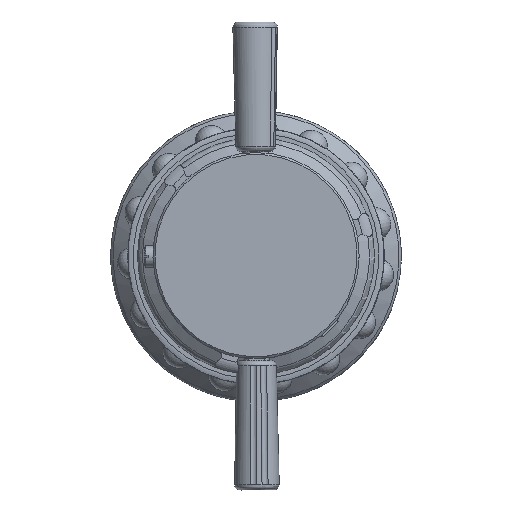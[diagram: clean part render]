
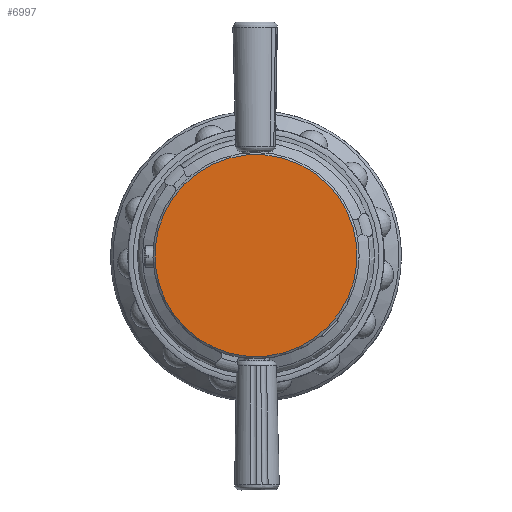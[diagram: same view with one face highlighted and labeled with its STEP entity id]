
A CAD part, top view. The second image highlights one B-rep face of the part: STEP entity #6997.
In plain terms, the highlighted planar face has unit normal (0, 0, 1).
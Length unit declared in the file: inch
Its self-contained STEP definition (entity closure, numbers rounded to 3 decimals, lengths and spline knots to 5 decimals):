
#363 = VERTEX_POINT ( 'NONE', #3322 ) ;
#1005 = DIRECTION ( 'NONE',  ( -0.714, 0.701, 0. ) ) ;
#1408 = AXIS2_PLACEMENT_3D ( 'NONE', #5187, #8090, #4358 ) ;
#3322 = CARTESIAN_POINT ( 'NONE',  ( -1.70579, 1.67475, 5.72315 ) ) ;
#4358 = DIRECTION ( 'NONE',  ( -0.714, 0.701, 0. ) ) ;
#4629 = EDGE_CURVE ( 'NONE', #363, #363, #6288, .T. ) ;
#4995 = PLANE ( 'NONE',  #1408 ) ;
#5052 = AXIS2_PLACEMENT_3D ( 'NONE', #6309, #6919, #1005 ) ;
#5187 = CARTESIAN_POINT ( 'NONE',  ( 3.6536, 0.05689, 5.72315 ) ) ;
#5859 = FACE_OUTER_BOUND ( 'NONE', #7388, .T. ) ;
#6288 = CIRCLE ( 'NONE', #5052, 2.3905 ) ;
#6309 = CARTESIAN_POINT ( 'NONE',  ( 0., 0., 5.72315 ) ) ;
#6919 = DIRECTION ( 'NONE',  ( 0., 0., -1. ) ) ;
#6997 = ADVANCED_FACE ( 'NONE', ( #5859 ), #4995, .T. ) ;
#7388 = EDGE_LOOP ( 'NONE', ( #8522 ) ) ;
#8090 = DIRECTION ( 'NONE',  ( 0., 0., 1. ) ) ;
#8522 = ORIENTED_EDGE ( 'NONE', *, *, #4629, .F. ) ;
